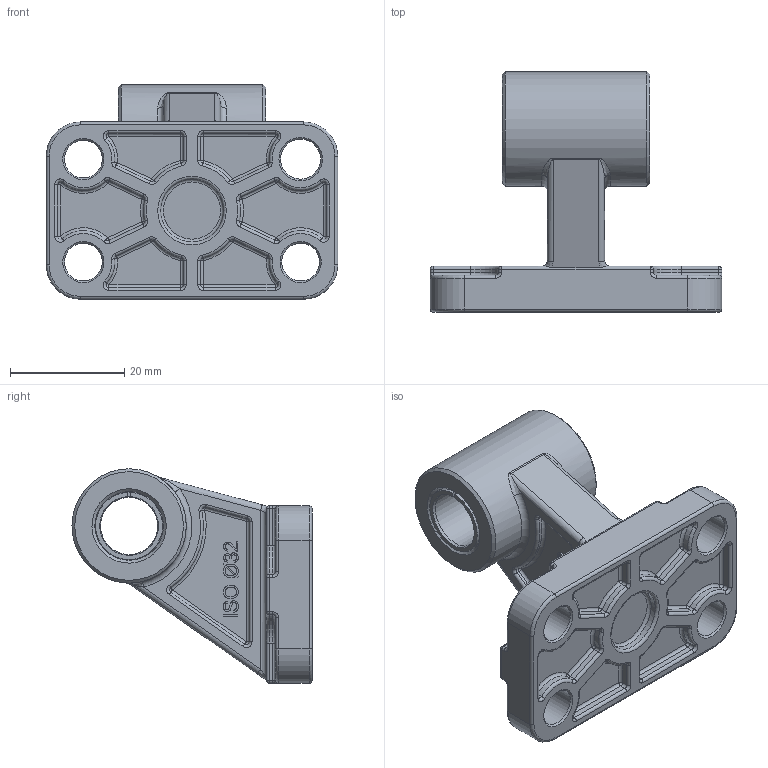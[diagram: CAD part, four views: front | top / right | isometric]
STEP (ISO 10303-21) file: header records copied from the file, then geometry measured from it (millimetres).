
FILE_DESCRIPTION((''),'2;1');
FILE_NAME('ASI032.stp','2013-11-15T09:54:00',('carlo.corazza'),(''),'Autodesk Inventor 2012','Autodesk Inventor 2012','');
FILE_SCHEMA(('AUTOMOTIVE_DESIGN { 1 0 10303 214 1 1 1 1 }'));
Length unit declared in the file: millimetre
Products named in the file (1): ASI032
Bounding box: 51 x 42 x 37.5 mm (x, y, z)
Volume: 19048.5 mm3; surface area: 8902.6 mm2
Topology: 1 solids, 1 shells, 502 faces, 1170 edges, 682 vertices
Faces by surface type: cylinder 169, torus 100, plane 96, bspline 69, sphere 48, cone 20
Full cylindrical faces by diameter (mm): 6.6 x3, 7 x1, 11 x1, 12 x1, 20 x1
Entity records: 15244 total; most frequent: CARTESIAN_POINT 3629, DIRECTION 2380, ORIENTED_EDGE 2248, EDGE_CURVE 1124, AXIS2_PLACEMENT_3D 966, VERTEX_POINT 664, EDGE_LOOP 552, CIRCLE 524
